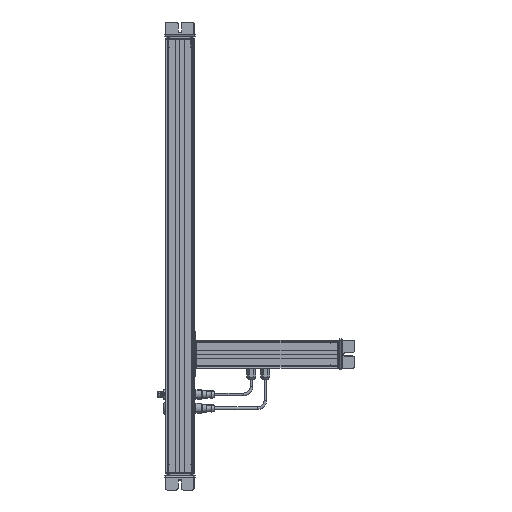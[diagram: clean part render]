
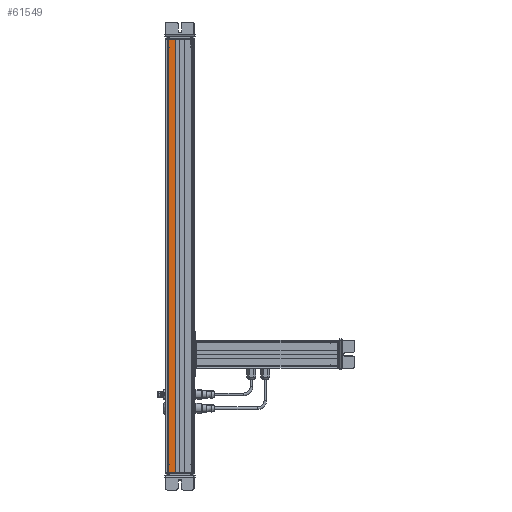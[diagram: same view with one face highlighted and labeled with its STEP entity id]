
A CAD part, front view. The second image highlights one B-rep face of the part: STEP entity #61549.
In plain terms, the highlighted planar face has unit normal (0, -1, 0).
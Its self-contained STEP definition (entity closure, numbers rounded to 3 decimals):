
#61497=CARTESIAN_POINT('Vertex',(617.247,120.061,0.)) ;
#61500=CARTESIAN_POINT('Line Origine',(617.247,120.061,406.)) ;
#61504=CARTESIAN_POINT('Vertex',(617.247,120.061,812.)) ;
#61519=CARTESIAN_POINT('Axis2P3D Location',(647.672,120.061,0.)) ;
#61524=CARTESIAN_POINT('Line Origine',(624.483,120.061,0.)) ;
#61528=CARTESIAN_POINT('Vertex',(631.719,120.061,0.)) ;
#61531=CARTESIAN_POINT('Line Origine',(631.719,120.061,406.)) ;
#61535=CARTESIAN_POINT('Vertex',(631.719,120.061,812.)) ;
#61538=CARTESIAN_POINT('Line Origine',(624.483,120.061,812.)) ;
#61501=DIRECTION('Vector Direction',(0.,0.,1.)) ;
#61520=DIRECTION('Axis2P3D Direction',(0.,-1.,0.)) ;
#61521=DIRECTION('Axis2P3D XDirection',(1.,0.,0.)) ;
#61525=DIRECTION('Vector Direction',(1.,0.,0.)) ;
#61532=DIRECTION('Vector Direction',(0.,0.,1.)) ;
#61539=DIRECTION('Vector Direction',(1.,0.,0.)) ;
#61522=AXIS2_PLACEMENT_3D('Plane Axis2P3D',#61519,#61520,#61521) ;
#61544=ORIENTED_EDGE('',*,*,#61506,.F.) ;
#61545=ORIENTED_EDGE('',*,*,#61530,.T.) ;
#61546=ORIENTED_EDGE('',*,*,#61537,.T.) ;
#61547=ORIENTED_EDGE('',*,*,#61542,.F.) ;
#61502=VECTOR('Line Direction',#61501,1.) ;
#61526=VECTOR('Line Direction',#61525,1.) ;
#61533=VECTOR('Line Direction',#61532,1.) ;
#61540=VECTOR('Line Direction',#61539,1.) ;
#61549=ADVANCED_FACE('Body.2',(#61548),#61523,.T.) ;
#61506=EDGE_CURVE('',#61498,#61505,#61503,.T.) ;
#61530=EDGE_CURVE('',#61498,#61529,#61527,.T.) ;
#61537=EDGE_CURVE('',#61529,#61536,#61534,.T.) ;
#61542=EDGE_CURVE('',#61505,#61536,#61541,.T.) ;
#61543=EDGE_LOOP('',(#61544,#61545,#61546,#61547)) ;
#61548=FACE_OUTER_BOUND('',#61543,.T.) ;
#61503=LINE('Line',#61500,#61502) ;
#61527=LINE('Line',#61524,#61526) ;
#61534=LINE('Line',#61531,#61533) ;
#61541=LINE('Line',#61538,#61540) ;
#61523=PLANE('Plane',#61522) ;
#61498=VERTEX_POINT('',#61497) ;
#61505=VERTEX_POINT('',#61504) ;
#61529=VERTEX_POINT('',#61528) ;
#61536=VERTEX_POINT('',#61535) ;
